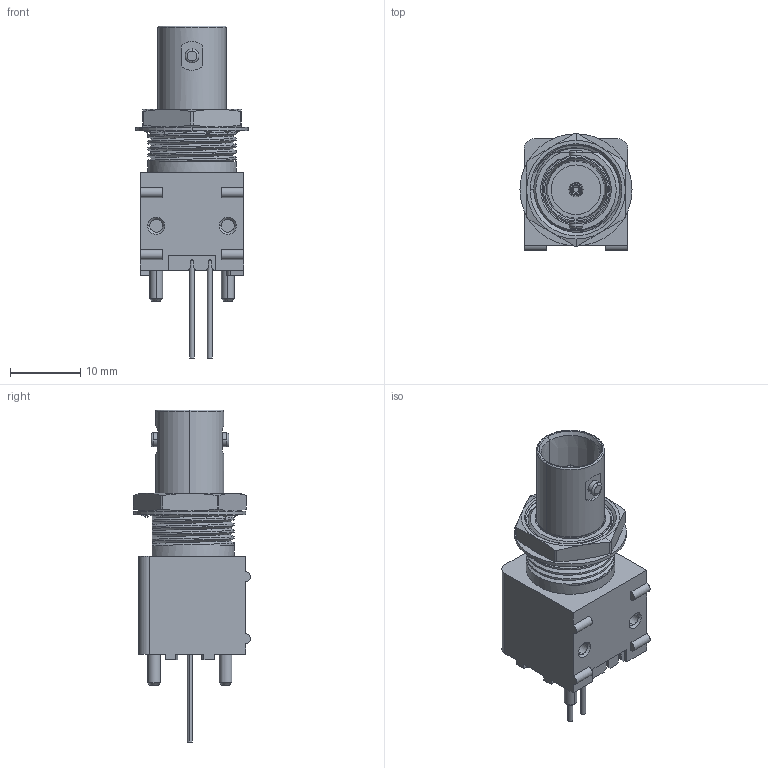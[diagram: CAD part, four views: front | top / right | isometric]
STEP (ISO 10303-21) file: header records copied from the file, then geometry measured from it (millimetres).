
FILE_DESCRIPTION((''),'2;1');
FILE_NAME('731317003','2020-04-24T',('gga'),(''),'PRO/ENGINEER BY PARAMETRIC TECHNOLOGY CORPORATION, 2016010','PRO/ENGINEER BY PARAMETRIC TECHNOLOGY CORPORATION, 2016010','');
FILE_SCHEMA(('CONFIG_CONTROL_DESIGN'));
Length unit declared in the file: millimetre
Products named in the file (1): 731317003
Bounding box: 15.9 x 16.61 x 47.12 mm (x, y, z)
Volume: 4453.2 mm3; surface area: 3590.8 mm2
Topology: 1 solids, 1 shells, 378 faces, 1127 edges, 739 vertices
Faces by surface type: cylinder 125, plane 103, bspline 92, cone 47, torus 11
Entity records: 20315 total; most frequent: CARTESIAN_POINT 10650, ORIENTED_EDGE 2238, DIRECTION 1744, EDGE_CURVE 1119, VERTEX_POINT 731, AXIS2_PLACEMENT_3D 669, VECTOR 406, LINE 406
